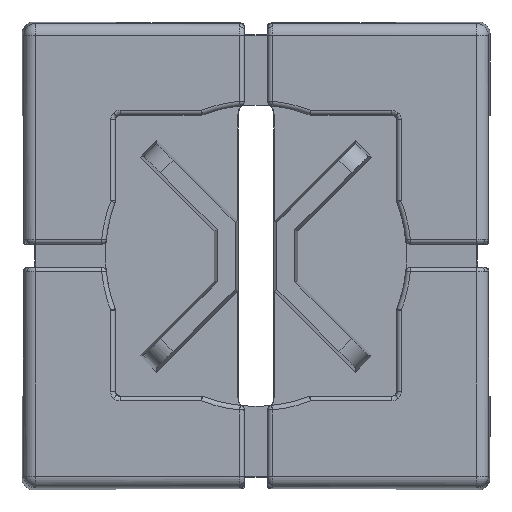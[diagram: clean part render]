
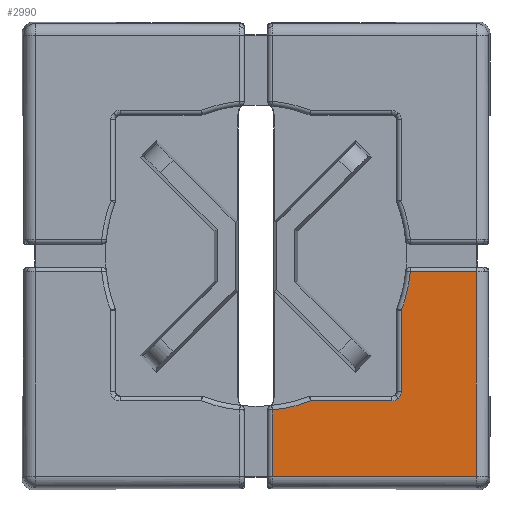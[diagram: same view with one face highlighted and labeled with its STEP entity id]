
A CAD part, top view. The second image highlights one B-rep face of the part: STEP entity #2990.
In plain terms, the highlighted planar face has unit normal (0, 0, 1).
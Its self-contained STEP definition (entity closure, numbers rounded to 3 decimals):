
#1218 = AXIS2_PLACEMENT_3D ( 'NONE', #14078, #14087, #14088 ) ;
#2990 = ADVANCED_FACE ( 'NONE', ( #10455 ), #14085, .F. ) ;
#3648 = CARTESIAN_POINT ( 'NONE',  ( 6.092, -6.092, 9.5 ) ) ;
#3649 = CARTESIAN_POINT ( 'NONE',  ( 6.21, -5.81, 9.5 ) ) ;
#3749 =( BOUNDED_CURVE ( )  B_SPLINE_CURVE ( 3, ( #15936, #15935, #15940, #15941 ),
 .UNSPECIFIED., .F., .F. ) 
 B_SPLINE_CURVE_WITH_KNOTS ( ( 4, 4 ),
 ( 0., 0.785 ),
 .UNSPECIFIED. ) 
 CURVE ( )  GEOMETRIC_REPRESENTATION_ITEM ( )  RATIONAL_B_SPLINE_CURVE ( ( 1., 0.949, 0.949, 1. ) ) 
 REPRESENTATION_ITEM ( '' )  );
#3853 = CARTESIAN_POINT ( 'NONE',  ( 9.421, -0.697, 9.5 ) ) ;
#3864 = CARTESIAN_POINT ( 'NONE',  ( 5.81, -6.21, 9.5 ) ) ;
#3867 = CARTESIAN_POINT ( 'NONE',  ( 0.697, -9.421, 9.5 ) ) ;
#3870 = CARTESIAN_POINT ( 'NONE',  ( 9.421, -9.421, 9.5 ) ) ;
#5151 = ORIENTED_EDGE ( 'NONE', *, *, #5176, .F. ) ;
#5174 = EDGE_CURVE ( 'NONE', #8694, #9986, #13664, .T. ) ;
#5175 = EDGE_CURVE ( 'NONE', #9992, #8598, #13654, .T. ) ;
#5176 = EDGE_CURVE ( 'NONE', #8705, #8597, #12116, .T. ) ;
#5177 = EDGE_CURVE ( 'NONE', #8705, #9982, #13668, .T. ) ;
#5178 = EDGE_CURVE ( 'NONE', #9988, #8708, #13671, .T. ) ;
#5179 = EDGE_CURVE ( 'NONE', #8708, #8711, #13672, .T. ) ;
#5180 = EDGE_CURVE ( 'NONE', #8711, #8694, #13674, .T. ) ;
#5439 = ORIENTED_EDGE ( 'NONE', *, *, #12212, .T. ) ;
#5964 = CIRCLE ( 'NONE', #6881, 6.634 ) ;
#6881 = AXIS2_PLACEMENT_3D ( 'NONE', #15304, #15305, #15306 ) ;
#6885 = AXIS2_PLACEMENT_3D ( 'NONE', #15316, #15317, #15318 ) ;
#8597 = VERTEX_POINT ( 'NONE', #3648 ) ;
#8598 = VERTEX_POINT ( 'NONE', #3649 ) ;
#8694 = VERTEX_POINT ( 'NONE', #3853 ) ;
#8705 = VERTEX_POINT ( 'NONE', #3864 ) ;
#8708 = VERTEX_POINT ( 'NONE', #3867 ) ;
#8711 = VERTEX_POINT ( 'NONE', #3870 ) ;
#9982 = VERTEX_POINT ( 'NONE', #15170 ) ;
#9986 = VERTEX_POINT ( 'NONE', #15174 ) ;
#9988 = VERTEX_POINT ( 'NONE', #15176 ) ;
#9992 = VERTEX_POINT ( 'NONE', #15180 ) ;
#10455 = FACE_OUTER_BOUND ( 'NONE', #12761, .T. ) ;
#11114 = CARTESIAN_POINT ( 'NONE',  ( 6.21, -6.011, 9.5 ) ) ;
#11119 = CARTESIAN_POINT ( 'NONE',  ( 6.016, -6.168, 9.5 ) ) ;
#11126 = CARTESIAN_POINT ( 'NONE',  ( 10., -0.697, 9.5 ) ) ;
#11127 = CARTESIAN_POINT ( 'NONE',  ( 5.917, -6.21, 9.5 ) ) ;
#11128 = DIRECTION ( 'NONE',  ( -1., 0., 0. ) ) ;
#11129 = DIRECTION ( 'NONE',  ( 0., -1., 0. ) ) ;
#11131 = CARTESIAN_POINT ( 'NONE',  ( 5.81, -6.21, 9.5 ) ) ;
#11132 = CARTESIAN_POINT ( 'NONE',  ( 0.5, -6.21, 9.5 ) ) ;
#11133 = CARTESIAN_POINT ( 'NONE',  ( 6.092, -6.092, 9.5 ) ) ;
#11134 = DIRECTION ( 'NONE',  ( -1., 0., 0. ) ) ;
#11136 = CARTESIAN_POINT ( 'NONE',  ( 0.697, 10., 9.5 ) ) ;
#11137 = DIRECTION ( 'NONE',  ( 0., -1., 0. ) ) ;
#11138 = CARTESIAN_POINT ( 'NONE',  ( 9.917, -9.421, 9.5 ) ) ;
#11139 = DIRECTION ( 'NONE',  ( 1., 0., 0. ) ) ;
#11140 = CARTESIAN_POINT ( 'NONE',  ( 9.421, -0.5, 9.5 ) ) ;
#11141 = DIRECTION ( 'NONE',  ( 0., 1., 0. ) ) ;
#12116 =( BOUNDED_CURVE ( )  B_SPLINE_CURVE ( 3, ( #11131, #11127, #11119, #11133 ),
 .UNSPECIFIED., .F., .F. ) 
 B_SPLINE_CURVE_WITH_KNOTS ( ( 4, 4 ),
 ( 5.498, 6.283 ),
 .UNSPECIFIED. ) 
 CURVE ( )  GEOMETRIC_REPRESENTATION_ITEM ( )  RATIONAL_B_SPLINE_CURVE ( ( 1., 0.949, 0.949, 1. ) ) 
 REPRESENTATION_ITEM ( '' )  );
#12212 = EDGE_CURVE ( 'NONE', #9982, #9988, #5964, .T. ) ;
#12216 = EDGE_CURVE ( 'NONE', #9986, #9992, #15410, .T. ) ;
#12253 = EDGE_CURVE ( 'NONE', #8597, #8598, #3749, .T. ) ;
#12761 = EDGE_LOOP ( 'NONE', ( #14697, #14698, #14699, #14700, #5151, #16392, #5439, #16918, #16919, #16920 ) ) ;
#13654 = LINE ( 'NONE', #11114, #13669 ) ;
#13664 = LINE ( 'NONE', #11126, #13667 ) ;
#13667 = VECTOR ( 'NONE', #11128, 1000. ) ;
#13668 = LINE ( 'NONE', #11132, #13670 ) ;
#13669 = VECTOR ( 'NONE', #11129, 1000. ) ;
#13670 = VECTOR ( 'NONE', #11134, 1000. ) ;
#13671 = LINE ( 'NONE', #11136, #13673 ) ;
#13672 = LINE ( 'NONE', #11138, #13675 ) ;
#13673 = VECTOR ( 'NONE', #11137, 1000. ) ;
#13674 = LINE ( 'NONE', #11140, #13677 ) ;
#13675 = VECTOR ( 'NONE', #11139, 1000. ) ;
#13677 = VECTOR ( 'NONE', #11141, 1000. ) ;
#14078 = CARTESIAN_POINT ( 'NONE',  ( 10., 10., 9.5 ) ) ;
#14085 = PLANE ( 'NONE',  #1218 ) ;
#14087 = DIRECTION ( 'NONE',  ( 0., 0., -1. ) ) ;
#14088 = DIRECTION ( 'NONE',  ( -1., 0., 0. ) ) ;
#14697 = ORIENTED_EDGE ( 'NONE', *, *, #5174, .T. ) ;
#14698 = ORIENTED_EDGE ( 'NONE', *, *, #12216, .T. ) ;
#14699 = ORIENTED_EDGE ( 'NONE', *, *, #5175, .T. ) ;
#14700 = ORIENTED_EDGE ( 'NONE', *, *, #12253, .F. ) ;
#15170 = CARTESIAN_POINT ( 'NONE',  ( 2.336, -6.21, 9.5 ) ) ;
#15174 = CARTESIAN_POINT ( 'NONE',  ( 6.598, -0.697, 9.5 ) ) ;
#15176 = CARTESIAN_POINT ( 'NONE',  ( 0.697, -6.598, 9.5 ) ) ;
#15180 = CARTESIAN_POINT ( 'NONE',  ( 6.21, -2.336, 9.5 ) ) ;
#15304 = CARTESIAN_POINT ( 'NONE',  ( 0., 0., 9.5 ) ) ;
#15305 = DIRECTION ( 'NONE',  ( 0., 0., -1. ) ) ;
#15306 = DIRECTION ( 'NONE',  ( -1., 0., 0. ) ) ;
#15316 = CARTESIAN_POINT ( 'NONE',  ( 0., 0., 9.5 ) ) ;
#15317 = DIRECTION ( 'NONE',  ( 0., 0., -1. ) ) ;
#15318 = DIRECTION ( 'NONE',  ( -1., 0., 0. ) ) ;
#15410 = CIRCLE ( 'NONE', #6885, 6.634 ) ;
#15935 = CARTESIAN_POINT ( 'NONE',  ( 6.168, -6.016, 9.5 ) ) ;
#15936 = CARTESIAN_POINT ( 'NONE',  ( 6.092, -6.092, 9.5 ) ) ;
#15940 = CARTESIAN_POINT ( 'NONE',  ( 6.21, -5.917, 9.5 ) ) ;
#15941 = CARTESIAN_POINT ( 'NONE',  ( 6.21, -5.81, 9.5 ) ) ;
#16392 = ORIENTED_EDGE ( 'NONE', *, *, #5177, .T. ) ;
#16918 = ORIENTED_EDGE ( 'NONE', *, *, #5178, .T. ) ;
#16919 = ORIENTED_EDGE ( 'NONE', *, *, #5179, .T. ) ;
#16920 = ORIENTED_EDGE ( 'NONE', *, *, #5180, .T. ) ;
